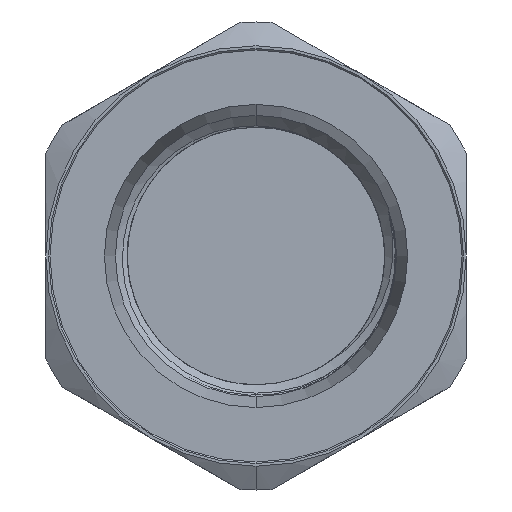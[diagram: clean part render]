
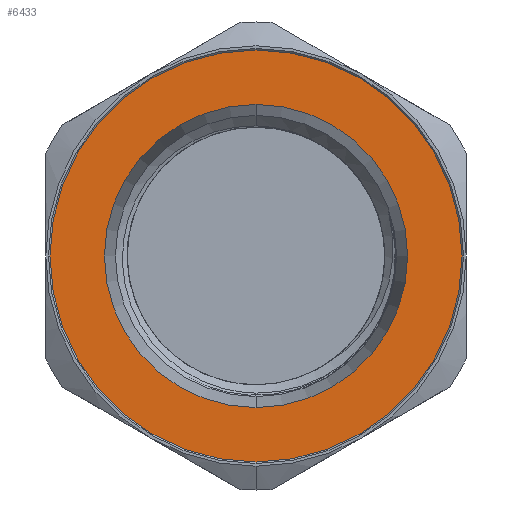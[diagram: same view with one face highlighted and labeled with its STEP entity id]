
A CAD part, left-side view. The second image highlights one B-rep face of the part: STEP entity #6433.
In plain terms, the highlighted planar face has unit normal (-1, 0, 0).
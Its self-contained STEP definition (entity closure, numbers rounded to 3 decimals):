
#167 = EDGE_LOOP ( 'NONE', ( #2758, #2740 ) ) ;
#254 = CARTESIAN_POINT ( 'NONE',  ( -79.4, 14., 0. ) ) ;
#257 = PLANE ( 'NONE',  #4129 ) ;
#259 = DIRECTION ( 'NONE',  ( -1., 0., 0. ) ) ;
#260 = DIRECTION ( 'NONE',  ( 0., 0., 1. ) ) ;
#298 = CARTESIAN_POINT ( 'NONE',  ( -79.4, 0., 0. ) ) ;
#299 = DIRECTION ( 'NONE',  ( 1., 0., 0. ) ) ;
#300 = DIRECTION ( 'NONE',  ( 0., 0., -1. ) ) ;
#429 = CARTESIAN_POINT ( 'NONE',  ( -79.4, 0., 0. ) ) ;
#430 = DIRECTION ( 'NONE',  ( 1., 0., 0. ) ) ;
#431 = DIRECTION ( 'NONE',  ( 0., 0., -1. ) ) ;
#1890 = AXIS2_PLACEMENT_3D ( 'NONE', #4357, #4360, #4330 ) ;
#1909 = AXIS2_PLACEMENT_3D ( 'NONE', #5880, #6025, #5902 ) ;
#2093 = EDGE_CURVE ( 'NONE', #7477, #6977, #5342, .T. ) ;
#2283 = EDGE_CURVE ( 'NONE', #7662, #7575, #5387, .T. ) ;
#2740 = ORIENTED_EDGE ( 'NONE', *, *, #2093, .T. ) ;
#2758 = ORIENTED_EDGE ( 'NONE', *, *, #6484, .T. ) ;
#2768 = ORIENTED_EDGE ( 'NONE', *, *, #2283, .F. ) ;
#3426 = CARTESIAN_POINT ( 'NONE',  ( -79.4, 0., 10.3 ) ) ;
#3582 = CARTESIAN_POINT ( 'NONE',  ( -79.4, 0., -10.3 ) ) ;
#3612 = CARTESIAN_POINT ( 'NONE',  ( -79.4, 0., 14. ) ) ;
#3641 = CARTESIAN_POINT ( 'NONE',  ( -79.4, 0., -14. ) ) ;
#4129 = AXIS2_PLACEMENT_3D ( 'NONE', #254, #259, #260 ) ;
#4143 = AXIS2_PLACEMENT_3D ( 'NONE', #298, #299, #300 ) ;
#4161 = AXIS2_PLACEMENT_3D ( 'NONE', #429, #430, #431 ) ;
#4330 = DIRECTION ( 'NONE',  ( 0., 0., -1. ) ) ;
#4357 = CARTESIAN_POINT ( 'NONE',  ( -79.4, 0., 0. ) ) ;
#4360 = DIRECTION ( 'NONE',  ( 1., 0., 0. ) ) ;
#4976 = ORIENTED_EDGE ( 'NONE', *, *, #6448, .F. ) ;
#5342 = CIRCLE ( 'NONE', #1890, 10.3 ) ;
#5387 = CIRCLE ( 'NONE', #1909, 14. ) ;
#5880 = CARTESIAN_POINT ( 'NONE',  ( -79.4, 0., 0. ) ) ;
#5886 = FACE_BOUND ( 'NONE', #167, .T. ) ;
#5891 = FACE_OUTER_BOUND ( 'NONE', #10426, .T. ) ;
#5902 = DIRECTION ( 'NONE',  ( 0., 0., -1. ) ) ;
#5911 = CIRCLE ( 'NONE', #4143, 14. ) ;
#5961 = CIRCLE ( 'NONE', #4161, 10.3 ) ;
#6025 = DIRECTION ( 'NONE',  ( 1., 0., 0. ) ) ;
#6433 = ADVANCED_FACE ( 'NONE', ( #5886, #5891 ), #257, .T. ) ;
#6448 = EDGE_CURVE ( 'NONE', #7575, #7662, #5911, .T. ) ;
#6484 = EDGE_CURVE ( 'NONE', #6977, #7477, #5961, .T. ) ;
#6977 = VERTEX_POINT ( 'NONE', #3426 ) ;
#7477 = VERTEX_POINT ( 'NONE', #3582 ) ;
#7575 = VERTEX_POINT ( 'NONE', #3612 ) ;
#7662 = VERTEX_POINT ( 'NONE', #3641 ) ;
#10426 = EDGE_LOOP ( 'NONE', ( #2768, #4976 ) ) ;
